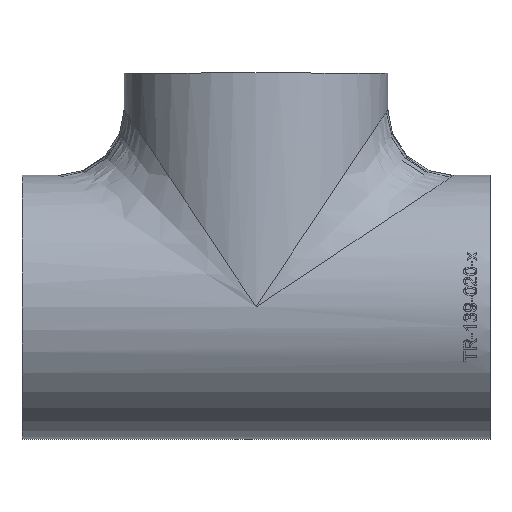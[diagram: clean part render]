
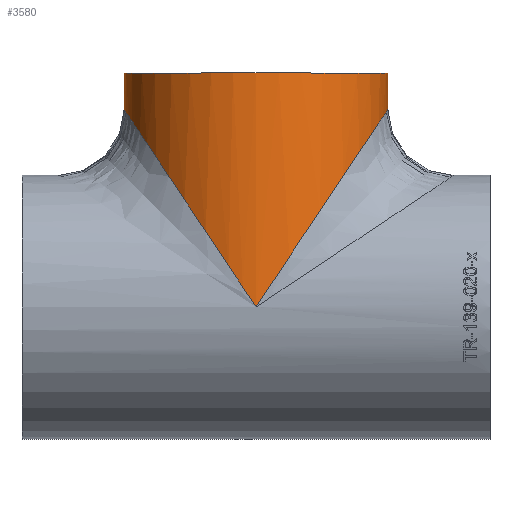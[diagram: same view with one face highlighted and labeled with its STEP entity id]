
A CAD part, top view. The second image highlights one B-rep face of the part: STEP entity #3580.
In plain terms, the highlighted cylindrical face has radius 69.85 mm (diameter 139.7 mm), a full revolution.
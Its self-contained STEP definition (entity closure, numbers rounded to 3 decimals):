
#441 = CARTESIAN_POINT ( 'NONE',  ( -139.7, 209.7, -69.85 ) ) ;
#483 = VERTEX_POINT ( 'NONE', #18304 ) ;
#2162 = CARTESIAN_POINT ( 'NONE',  ( -139.7, 209.7, 69.85 ) ) ;
#2269 = ORIENTED_EDGE ( 'NONE', *, *, #10430, .T. ) ;
#3399 = VERTEX_POINT ( 'NONE', #4240 ) ;
#3580 = ADVANCED_FACE ( 'NONE', ( #9442, #18878 ), #22462, .T. ) ;
#3592 = CARTESIAN_POINT ( 'NONE',  ( 0., 0., -69.85 ) ) ;
#4240 = CARTESIAN_POINT ( 'NONE',  ( 0., 0., 69.85 ) ) ;
#4322 = CARTESIAN_POINT ( 'NONE',  ( 0., 0., 0. ) ) ;
#4869 = CIRCLE ( 'NONE', #18465, 69.85 ) ;
#7417 = EDGE_CURVE ( 'NONE', #3399, #483, #13252, .T. ) ;
#7434 = CARTESIAN_POINT ( 'NONE',  ( 0., 0., -69.85 ) ) ;
#9442 = FACE_OUTER_BOUND ( 'NONE', #20329, .T. ) ;
#10430 = EDGE_CURVE ( 'NONE', #483, #3399, #20387, .T. ) ;
#13208 = DIRECTION ( 'NONE',  ( 0., -1., 0. ) ) ;
#13252 =( BOUNDED_CURVE ( )  B_SPLINE_CURVE ( 3, ( #13797, #14261, #17917, #3592 ),
 .UNSPECIFIED., .F., .F. ) 
 B_SPLINE_CURVE_WITH_KNOTS ( ( 4, 4 ),
 ( 1.571, 4.712 ),
 .UNSPECIFIED. ) 
 CURVE ( )  GEOMETRIC_REPRESENTATION_ITEM ( )  RATIONAL_B_SPLINE_CURVE ( ( 1., 0.333, 0.333, 1. ) ) 
 REPRESENTATION_ITEM ( '' )  );
#13281 = DIRECTION ( 'NONE',  ( 0., 0., -1. ) ) ;
#13797 = CARTESIAN_POINT ( 'NONE',  ( 0., 0., 69.85 ) ) ;
#14261 = CARTESIAN_POINT ( 'NONE',  ( 139.7, 209.7, 69.85 ) ) ;
#14422 = EDGE_LOOP ( 'NONE', ( #2269, #20024 ) ) ;
#14553 = CARTESIAN_POINT ( 'NONE',  ( 0., 124., 0. ) ) ;
#14660 = VERTEX_POINT ( 'NONE', #16929 ) ;
#14866 = DIRECTION ( 'NONE',  ( 0., 0., -1. ) ) ;
#15568 = ORIENTED_EDGE ( 'NONE', *, *, #17692, .T. ) ;
#15811 = AXIS2_PLACEMENT_3D ( 'NONE', #4322, #13208, #13281 ) ;
#16929 = CARTESIAN_POINT ( 'NONE',  ( 0., 124., -69.85 ) ) ;
#17692 = EDGE_CURVE ( 'NONE', #14660, #14660, #4869, .T. ) ;
#17917 = CARTESIAN_POINT ( 'NONE',  ( 139.7, 209.7, -69.85 ) ) ;
#17958 = CARTESIAN_POINT ( 'NONE',  ( 0., 0., 69.85 ) ) ;
#18304 = CARTESIAN_POINT ( 'NONE',  ( 0., 0., -69.85 ) ) ;
#18465 = AXIS2_PLACEMENT_3D ( 'NONE', #14553, #20074, #14866 ) ;
#18878 = FACE_OUTER_BOUND ( 'NONE', #14422, .T. ) ;
#20024 = ORIENTED_EDGE ( 'NONE', *, *, #7417, .T. ) ;
#20074 = DIRECTION ( 'NONE',  ( 0., -1., 0. ) ) ;
#20329 = EDGE_LOOP ( 'NONE', ( #15568 ) ) ;
#20387 =( BOUNDED_CURVE ( )  B_SPLINE_CURVE ( 3, ( #7434, #441, #2162, #17958 ),
 .UNSPECIFIED., .F., .F. ) 
 B_SPLINE_CURVE_WITH_KNOTS ( ( 4, 4 ),
 ( 1.571, 4.712 ),
 .UNSPECIFIED. ) 
 CURVE ( )  GEOMETRIC_REPRESENTATION_ITEM ( )  RATIONAL_B_SPLINE_CURVE ( ( 1., 0.333, 0.333, 1. ) ) 
 REPRESENTATION_ITEM ( '' )  );
#22462 = CYLINDRICAL_SURFACE ( 'NONE', #15811, 69.85 ) ;
